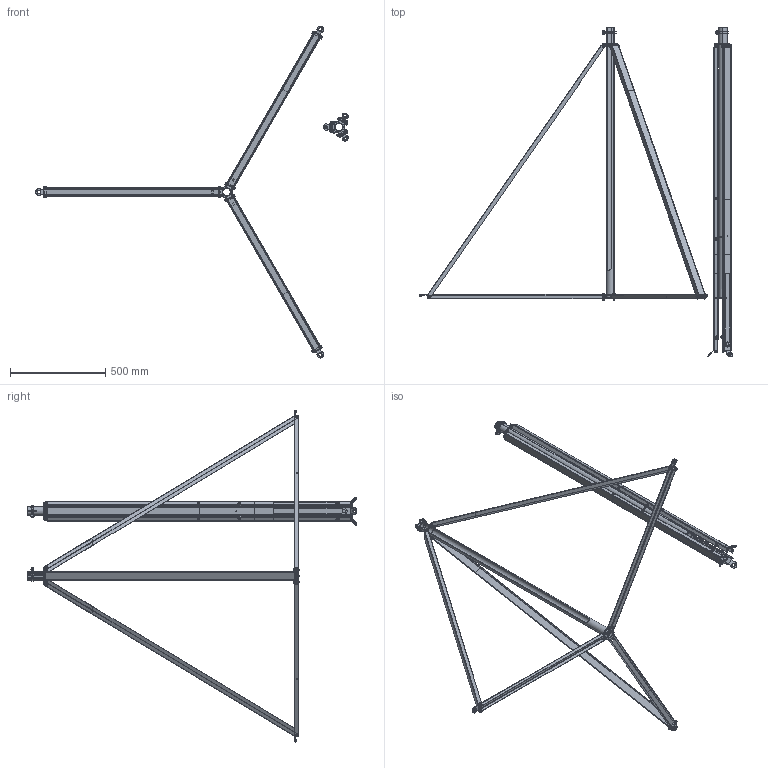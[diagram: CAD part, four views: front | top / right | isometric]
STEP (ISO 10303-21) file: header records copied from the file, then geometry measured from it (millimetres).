
FILE_DESCRIPTION(('CoCreate Modeling STEP Export'),'2;1');
FILE_NAME('5408902.stp','2019-01-10T 9:29:51',(''),(''),'CoCreate Modeling STEP processor for AP214 (Solid Model)','CoCreate Modeling 16.00D 29-May-2009 (C) Parametric Technology GmbH','');
FILE_SCHEMA(('AUTOMOTIVE_DESIGN { 1 0 10303 214 1 1 1 1 }'));
Length unit declared in the file: millimetre
Products named in the file (20): Gelenk-484153.2.1; Gelenk-484125.2.1; Sicherungsmutter_M8_DIN_980.1.3; Blindniet.3; Schraube_M_8x50_DIN_933.1.3; Sechskantmutter_M8_DIN_6924; Gelenk-484153.2; Flachrundschraube_DIN_603_M10_x_50; Scheibe_A_8_4_DIN_6798; Schraube_M_8x30_DIN_933; Gelenkrosette-484124; Rohraufnahme-484204; Gelenkrosette-484123; Klemmschelle.1; Gelenkrosette-484122; Aufbau; Gelenkständer1m-geschlossen; Rohraufnahme_Schlitz-484204; Gelenk-484125.1; Gelenkständer-Schlitz-1m-Offen.1
Assembly tree (83 placements, depth 4):
  Gelenkständer-Schlitz-1m-Offen.1
    Sicherungsmutter_M8_DIN_980.1.3  x6
    Sechskantmutter_M8_DIN_6924
    Schraube_M_8x50_DIN_933.1.3  x6
    Schraube_M_8x30_DIN_933  x3
    Scheibe_A_8_4_DIN_6798  x3
    Klemmschelle.1
    Gelenkrosette-484124
    Gelenkrosette-484123
    Gelenkrosette-484122
    Gelenk-484153.2  x3
    Gelenk-484125.1  x3
    Flachrundschraube_DIN_603_M10_x_50
    Blindniet.3  x6
    Rohraufnahme_Schlitz-484204
    Gelenk-484125.2.1  x2
    Gelenk-484153.2.1  x2
    Gelenkständer1m-geschlossen
      Aufbau
        Gelenkrosette-484122
        Klemmschelle.1
        Blindniet.3  x6
        Schraube_M_8x50_DIN_933.1.3  x6
        Sicherungsmutter_M8_DIN_980.1.3  x6
        Gelenkrosette-484123
        Rohraufnahme-484204
        Gelenkrosette-484124
        Schraube_M_8x30_DIN_933  x3
        Scheibe_A_8_4_DIN_6798  x3
        Gelenk-484153.2  x3
        Flachrundschraube_DIN_603_M10_x_50
        Sechskantmutter_M8_DIN_6924
        Gelenk-484125.2.1  x3
        Gelenk-484153.2.1  x3
Bounding box: 1644.13 x 1728.42 x 1742.74 mm (x, y, z)
Volume: 3297619.8 mm3; surface area: 3346399 mm2
Topology: 81 solids, 81 shells, 2096 faces, 5218 edges, 3320 vertices
Faces by surface type: plane 983, cylinder 721, cone 340, torus 48, sphere 4
Entity records: 18087 total; most frequent: CARTESIAN_POINT 5440, ORIENTED_EDGE 2638, DIRECTION 2212, EDGE_CURVE 1319, VERTEX_POINT 858, AXIS2_PLACEMENT_3D 745, VECTOR 722, LINE 722
